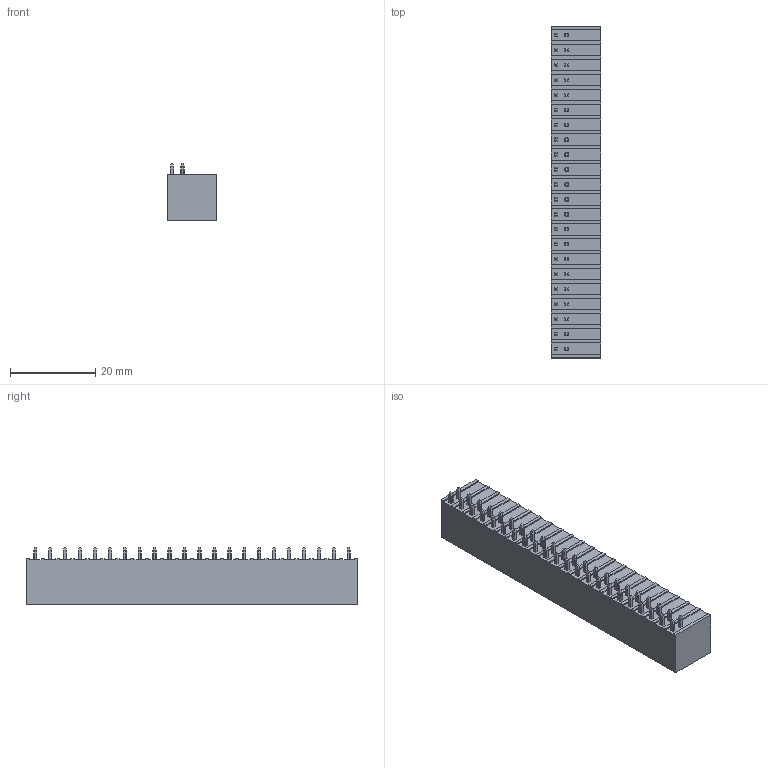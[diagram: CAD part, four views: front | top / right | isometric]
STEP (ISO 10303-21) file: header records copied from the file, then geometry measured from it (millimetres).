
FILE_DESCRIPTION((''),'2;1');
FILE_NAME('PRT0007','2024-11-18T09:57:37',('tluser'),(''),'CREO PARAMETRIC BY PTC INC, 2018100','CREO PARAMETRIC BY PTC INC, 2018100','');
FILE_SCHEMA(('CONFIG_CONTROL_DESIGN'));
Products named in the file (1): PRT0007
Bounding box: 11.6 x 77.8 x 13.4 mm (x, y, z)
Volume: 6553.8 mm3; surface area: 7267 mm2
Topology: 1 solids, 1 shells, 1993 faces, 5706 edges, 3804 vertices
Faces by surface type: plane 1319, cylinder 520, extrusion 154
Entity records: 65992 total; most frequent: CARTESIAN_POINT 14783, ORIENTED_EDGE 11412, DIRECTION 9434, EDGE_CURVE 5706, VECTOR 4160, LINE 4006, VERTEX_POINT 3804, AXIS2_PLACEMENT_3D 2637
